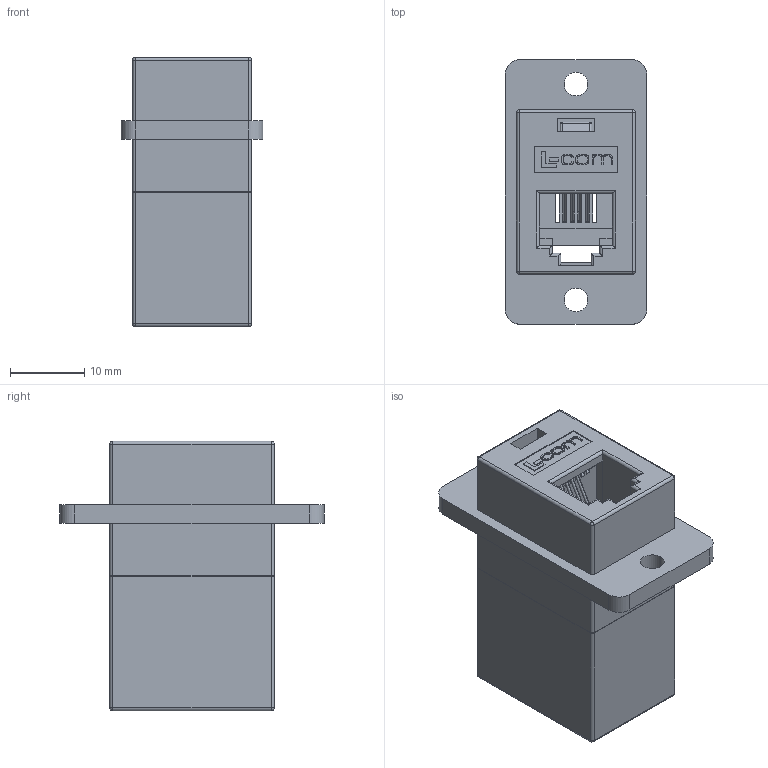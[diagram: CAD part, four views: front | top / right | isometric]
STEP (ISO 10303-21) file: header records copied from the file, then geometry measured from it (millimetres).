
FILE_DESCRIPTION (( 'STEP AP214' ), '1' );
FILE_NAME ('ECF504B-4S.STEP', '2012-11-19T20:07:41', ( 'x' ), ( '' ), 'SwSTEP 2.0', 'SolidWorks 2012', '' );
FILE_SCHEMA (( 'AUTOMOTIVE_DESIGN' ));
Length unit declared in the file: inch
Products named in the file (7): 1AG01-107; 1AG01-108_with flange; 1AG01-095_4x4; WIRE BOTTOM ROW; WIRE TOP ROW; 1AG01-096; ECF504B-4S
Assembly tree (9 placements, depth 3):
  ECF504B-4S
    1AG01-095_4x4  x2
      1AG01-096
      WIRE TOP ROW
      WIRE BOTTOM ROW
    1AG01-108_with flange
    1AG01-107
Bounding box: 19.05 x 35.56 x 36.22 mm (x, y, z)
Volume: 7662.3 mm3; surface area: 10081.1 mm2
Topology: 12 solids, 12 shells, 786 faces, 2110 edges, 1356 vertices
Faces by surface type: plane 458, cylinder 236, bspline 48, torus 32, sphere 12
Entity records: 19860 total; most frequent: CARTESIAN_POINT 3939, ORIENTED_EDGE 3200, DIRECTION 2818, EDGE_CURVE 1600, LINE 1236, VECTOR 1236, VERTEX_POINT 1040, AXIS2_PLACEMENT_3D 791
